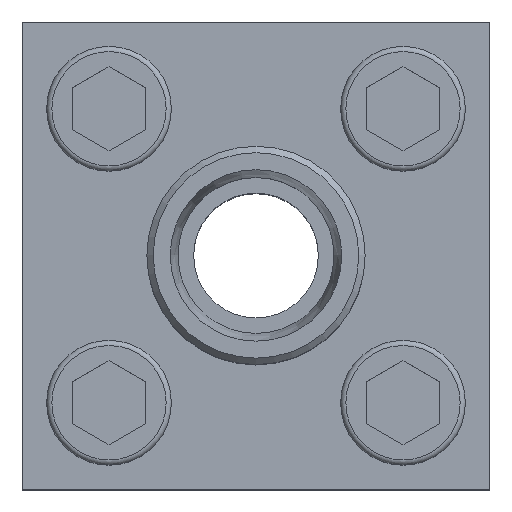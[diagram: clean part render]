
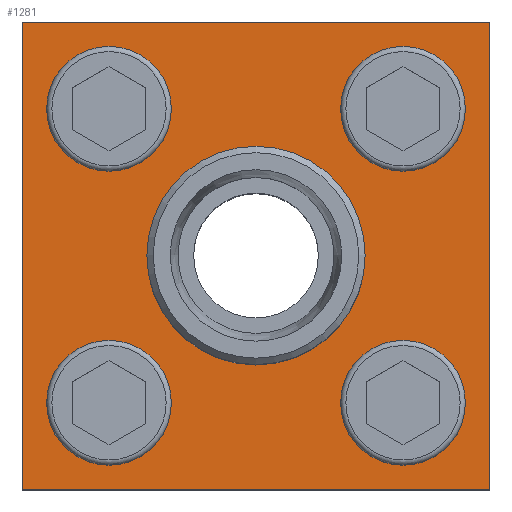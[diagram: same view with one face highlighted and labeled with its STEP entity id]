
A CAD part, top view. The second image highlights one B-rep face of the part: STEP entity #1281.
In plain terms, the highlighted planar face has unit normal (0, 0, 1).
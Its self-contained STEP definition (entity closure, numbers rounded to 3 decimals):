
#101=LINE('',#1945,#210);
#102=LINE('',#1947,#211);
#103=LINE('',#1949,#212);
#104=LINE('',#1950,#213);
#210=VECTOR('',#1558,1000.);
#211=VECTOR('',#1559,1000.);
#212=VECTOR('',#1560,1000.);
#213=VECTOR('',#1561,1000.);
#336=FACE_BOUND('',#494,.T.);
#337=FACE_BOUND('',#495,.T.);
#338=FACE_BOUND('',#496,.T.);
#339=FACE_BOUND('',#497,.T.);
#340=FACE_BOUND('',#498,.T.);
#357=PLANE('',#1396);
#410=FACE_OUTER_BOUND('',#493,.T.);
#493=EDGE_LOOP('',(#948,#949,#950,#951));
#494=EDGE_LOOP('',(#952));
#495=EDGE_LOOP('',(#953));
#496=EDGE_LOOP('',(#954));
#497=EDGE_LOOP('',(#955));
#498=EDGE_LOOP('',(#956));
#595=CIRCLE('',#1397,12.);
#596=CIRCLE('',#1398,12.);
#597=CIRCLE('',#1399,12.);
#598=CIRCLE('',#1400,12.);
#599=CIRCLE('',#1401,21.);
#654=VERTEX_POINT('',#1943);
#655=VERTEX_POINT('',#1944);
#656=VERTEX_POINT('',#1946);
#657=VERTEX_POINT('',#1948);
#658=VERTEX_POINT('',#1951);
#659=VERTEX_POINT('',#1953);
#660=VERTEX_POINT('',#1955);
#661=VERTEX_POINT('',#1957);
#662=VERTEX_POINT('',#1959);
#768=EDGE_CURVE('',#654,#655,#101,.T.);
#769=EDGE_CURVE('',#655,#656,#102,.T.);
#770=EDGE_CURVE('',#656,#657,#103,.T.);
#771=EDGE_CURVE('',#657,#654,#104,.T.);
#772=EDGE_CURVE('',#658,#658,#595,.T.);
#773=EDGE_CURVE('',#659,#659,#596,.T.);
#774=EDGE_CURVE('',#660,#660,#597,.T.);
#775=EDGE_CURVE('',#661,#661,#598,.T.);
#776=EDGE_CURVE('',#662,#662,#599,.T.);
#948=ORIENTED_EDGE('',*,*,#768,.T.);
#949=ORIENTED_EDGE('',*,*,#769,.T.);
#950=ORIENTED_EDGE('',*,*,#770,.T.);
#951=ORIENTED_EDGE('',*,*,#771,.T.);
#952=ORIENTED_EDGE('',*,*,#772,.T.);
#953=ORIENTED_EDGE('',*,*,#773,.T.);
#954=ORIENTED_EDGE('',*,*,#774,.T.);
#955=ORIENTED_EDGE('',*,*,#775,.T.);
#956=ORIENTED_EDGE('',*,*,#776,.F.);
#1281=ADVANCED_FACE('',(#410,#336,#337,#338,#339,#340),#357,.T.);
#1396=AXIS2_PLACEMENT_3D('',#1942,#1556,#1557);
#1397=AXIS2_PLACEMENT_3D('',#1952,#1562,#1563);
#1398=AXIS2_PLACEMENT_3D('',#1954,#1564,#1565);
#1399=AXIS2_PLACEMENT_3D('',#1956,#1566,#1567);
#1400=AXIS2_PLACEMENT_3D('',#1958,#1568,#1569);
#1401=AXIS2_PLACEMENT_3D('',#1960,#1570,#1571);
#1556=DIRECTION('center_axis',(0.,0.,1.));
#1557=DIRECTION('ref_axis',(1.,0.,0.));
#1558=DIRECTION('',(0.,-1.,0.));
#1559=DIRECTION('',(1.,0.,0.));
#1560=DIRECTION('',(0.,1.,0.));
#1561=DIRECTION('',(-1.,0.,0.));
#1562=DIRECTION('center_axis',(0.,0.,-1.));
#1563=DIRECTION('ref_axis',(-1.,0.,0.));
#1564=DIRECTION('center_axis',(0.,0.,-1.));
#1565=DIRECTION('ref_axis',(-1.,0.,0.));
#1566=DIRECTION('center_axis',(0.,0.,-1.));
#1567=DIRECTION('ref_axis',(-1.,0.,0.));
#1568=DIRECTION('center_axis',(0.,0.,-1.));
#1569=DIRECTION('ref_axis',(-1.,0.,0.));
#1570=DIRECTION('center_axis',(0.,0.,1.));
#1571=DIRECTION('ref_axis',(1.,0.,0.));
#1942=CARTESIAN_POINT('Origin',(0.,0.,33.));
#1943=CARTESIAN_POINT('',(-45.,45.,33.));
#1944=CARTESIAN_POINT('',(-45.,-45.,33.));
#1945=CARTESIAN_POINT('',(-45.,45.,33.));
#1946=CARTESIAN_POINT('',(45.,-45.,33.));
#1947=CARTESIAN_POINT('',(-45.,-45.,33.));
#1948=CARTESIAN_POINT('',(45.,45.,33.));
#1949=CARTESIAN_POINT('',(45.,-45.,33.));
#1950=CARTESIAN_POINT('',(45.,45.,33.));
#1951=CARTESIAN_POINT('',(-16.284,28.284,33.));
#1952=CARTESIAN_POINT('Origin',(-28.284,28.284,33.));
#1953=CARTESIAN_POINT('',(40.284,-28.284,33.));
#1954=CARTESIAN_POINT('Origin',(28.284,-28.284,33.));
#1955=CARTESIAN_POINT('',(-16.284,-28.284,33.));
#1956=CARTESIAN_POINT('Origin',(-28.284,-28.284,33.));
#1957=CARTESIAN_POINT('',(40.284,28.284,33.));
#1958=CARTESIAN_POINT('Origin',(28.284,28.284,33.));
#1959=CARTESIAN_POINT('',(21.,0.,33.));
#1960=CARTESIAN_POINT('Origin',(0.,0.,33.));
